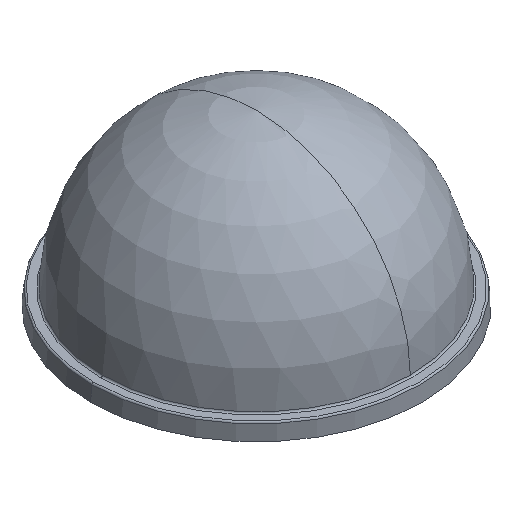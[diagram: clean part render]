
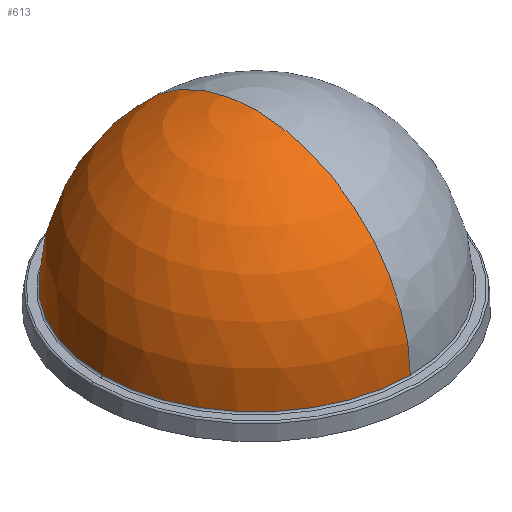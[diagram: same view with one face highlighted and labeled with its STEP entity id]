
A CAD part, isometric view. The second image highlights one B-rep face of the part: STEP entity #613.
In plain terms, the highlighted spherical face has radius 48 mm.
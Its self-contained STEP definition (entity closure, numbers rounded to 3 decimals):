
#27 = CARTESIAN_POINT ( 'NONE',  ( 0., -127.997, 5.495 ) ) ;
#31 = AXIS2_PLACEMENT_3D ( 'NONE', #575, #622, #205 ) ;
#145 = VERTEX_POINT ( 'NONE', #600 ) ;
#150 = DIRECTION ( 'NONE',  ( -1., 0., 0. ) ) ;
#182 = CIRCLE ( 'NONE', #31, 48. ) ;
#189 = ORIENTED_EDGE ( 'NONE', *, *, #229, .T. ) ;
#190 = DIRECTION ( 'NONE',  ( 0., 0., -1. ) ) ;
#198 = DIRECTION ( 'NONE',  ( -1., 0., 0. ) ) ;
#205 = DIRECTION ( 'NONE',  ( 0., 1., 0.01 ) ) ;
#229 = EDGE_CURVE ( 'NONE', #461, #145, #668, .T. ) ;
#231 = FACE_OUTER_BOUND ( 'NONE', #294, .T. ) ;
#239 = EDGE_CURVE ( 'NONE', #145, #635, #380, .T. ) ;
#250 = AXIS2_PLACEMENT_3D ( 'NONE', #533, #190, #538 ) ;
#258 = DIRECTION ( 'NONE',  ( 0., 0., 1. ) ) ;
#261 = CARTESIAN_POINT ( 'NONE',  ( 0., -80., 5.495 ) ) ;
#277 = EDGE_CURVE ( 'NONE', #635, #461, #182, .T. ) ;
#294 = EDGE_LOOP ( 'NONE', ( #408, #189, #454 ) ) ;
#333 = CARTESIAN_POINT ( 'NONE',  ( 0., -32.003, 5.495 ) ) ;
#356 = AXIS2_PLACEMENT_3D ( 'NONE', #438, #618, #198 ) ;
#380 = CIRCLE ( 'NONE', #693, 47.997 ) ;
#408 = ORIENTED_EDGE ( 'NONE', *, *, #277, .T. ) ;
#438 = CARTESIAN_POINT ( 'NONE',  ( 0., -80., 5.495 ) ) ;
#454 = ORIENTED_EDGE ( 'NONE', *, *, #239, .T. ) ;
#461 = VERTEX_POINT ( 'NONE', #333 ) ;
#533 = CARTESIAN_POINT ( 'NONE',  ( 0., -80., 5. ) ) ;
#538 = DIRECTION ( 'NONE',  ( 0., -1., 0. ) ) ;
#575 = CARTESIAN_POINT ( 'NONE',  ( 0., -80., 5. ) ) ;
#600 = CARTESIAN_POINT ( 'NONE',  ( -47.997, -80., 5.495 ) ) ;
#613 = ADVANCED_FACE ( 'NONE', ( #231 ), #726, .T. ) ;
#618 = DIRECTION ( 'NONE',  ( 0., 0., 1. ) ) ;
#622 = DIRECTION ( 'NONE',  ( -1., 0., 0. ) ) ;
#635 = VERTEX_POINT ( 'NONE', #27 ) ;
#668 = CIRCLE ( 'NONE', #356, 47.997 ) ;
#693 = AXIS2_PLACEMENT_3D ( 'NONE', #261, #258, #150 ) ;
#726 = SPHERICAL_SURFACE ( 'NONE', #250, 48. ) ;
